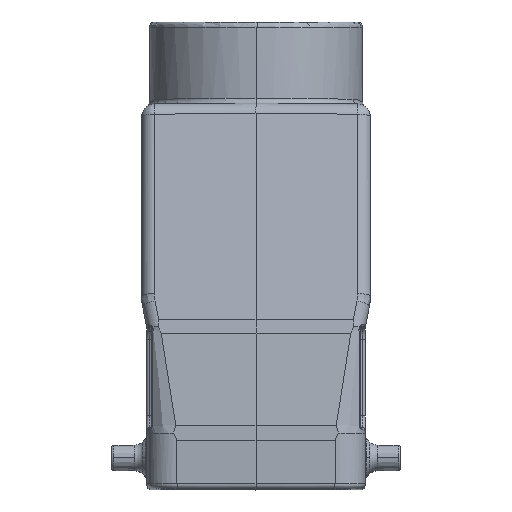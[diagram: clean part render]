
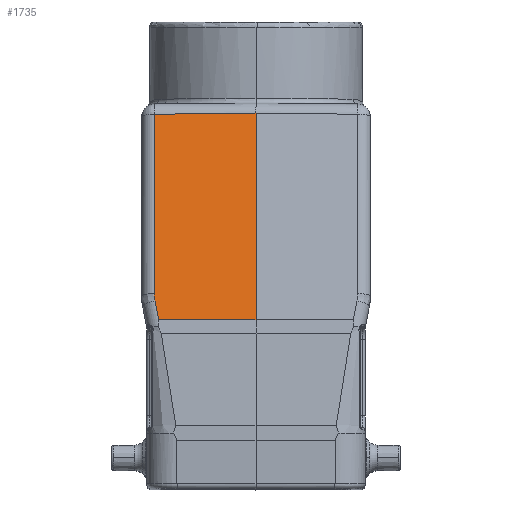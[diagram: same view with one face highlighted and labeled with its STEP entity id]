
A CAD part, top view. The second image highlights one B-rep face of the part: STEP entity #1735.
In plain terms, the highlighted planar face has unit normal (-0.009, 0.19, 0.982).
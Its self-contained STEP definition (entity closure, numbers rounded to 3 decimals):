
#151=(
BOUNDED_CURVE()
B_SPLINE_CURVE(3,(#19097,#19098,#19099,#19100),.UNSPECIFIED.,.F.,.F.)
B_SPLINE_CURVE_WITH_KNOTS((4,4),(0.,1.),.UNSPECIFIED.)
CURVE()
GEOMETRIC_REPRESENTATION_ITEM()
RATIONAL_B_SPLINE_CURVE((1.,1.,1.,
1.))
REPRESENTATION_ITEM('')
);
#1095=PLANE('',#12368);
#1735=ADVANCED_FACE('NONE',(#2493),#1095,.T.);
#2493=FACE_OUTER_BOUND('',#3235,.T.);
#3235=EDGE_LOOP('',(#5328,#5329,#5330,#5331,#5332,#5333));
#5328=ORIENTED_EDGE('',*,*,#9385,.F.);
#5329=ORIENTED_EDGE('',*,*,#9340,.T.);
#5330=ORIENTED_EDGE('',*,*,#9386,.F.);
#5331=ORIENTED_EDGE('',*,*,#9247,.T.);
#5332=ORIENTED_EDGE('',*,*,#9250,.T.);
#5333=ORIENTED_EDGE('',*,*,#9387,.F.);
#7917=VERTEX_POINT('',#18023);
#7964=VERTEX_POINT('',#18365);
#7965=VERTEX_POINT('',#18375);
#8031=VERTEX_POINT('',#18784);
#8035=VERTEX_POINT('',#18800);
#8062=VERTEX_POINT('',#19095);
#9247=EDGE_CURVE('NONE',#7964,#7917,#10806,.T.);
#9250=EDGE_CURVE('NONE',#7917,#7965,#10807,.T.);
#9340=EDGE_CURVE('NONE',#8035,#8031,#10839,.T.);
#9385=EDGE_CURVE('NONE',#8035,#8062,#10851,.T.);
#9386=EDGE_CURVE('NONE',#7964,#8031,#10852,.T.);
#9387=EDGE_CURVE('NONE',#8062,#7965,#151,.T.);
#10806=LINE('',#18364,#11602);
#10807=LINE('',#18377,#11603);
#10839=LINE('',#18799,#11635);
#10851=LINE('',#19094,#11647);
#10852=LINE('',#19096,#11648);
#11602=VECTOR('',#13982,1.);
#11603=VECTOR('',#13985,1.);
#11635=VECTOR('',#14127,1.);
#11647=VECTOR('',#14179,1.);
#11648=VECTOR('',#14180,1.);
#12368=AXIS2_PLACEMENT_3D('',#19101,#14181,#14182);
#13982=DIRECTION('',(-1.,-0.009,-0.007));
#13985=DIRECTION('',(0.,-0.982,0.19));
#14127=DIRECTION('',(1.,0.,0.009));
#14179=DIRECTION('',(-0.193,0.963,-0.188));
#14180=DIRECTION('',(0.,-0.982,0.19));
#14181=DIRECTION('',(-0.009,0.19,0.982));
#14182=DIRECTION('',(0.,-0.982,0.19));
#18023=CARTESIAN_POINT('',(-20.022,19.215,49.747));
#18364=CARTESIAN_POINT('',(0.,19.39,49.891));
#18365=CARTESIAN_POINT('',(0.,19.39,49.891));
#18375=CARTESIAN_POINT('',(-20.022,-16.12,56.573));
#18377=CARTESIAN_POINT('',(-20.022,-22.618,57.828));
#18784=CARTESIAN_POINT('',(0.,-21.241,57.74));
#18799=CARTESIAN_POINT('',(-19.146,-21.241,57.57));
#18800=CARTESIAN_POINT('',(-19.146,-21.241,57.57));
#19094=CARTESIAN_POINT('',(-18.171,-26.117,58.521));
#19095=CARTESIAN_POINT('',(-19.876,-17.591,56.859));
#19096=CARTESIAN_POINT('',(0.,-22.585,58.));
#19097=CARTESIAN_POINT('',(-19.876,-17.591,56.859));
#19098=CARTESIAN_POINT('',(-19.973,-17.107,56.764));
#19099=CARTESIAN_POINT('',(-20.022,-16.614,56.669));
#19100=CARTESIAN_POINT('',(-20.022,-16.12,56.573));
#19101=CARTESIAN_POINT('',(0.,-22.585,58.));
